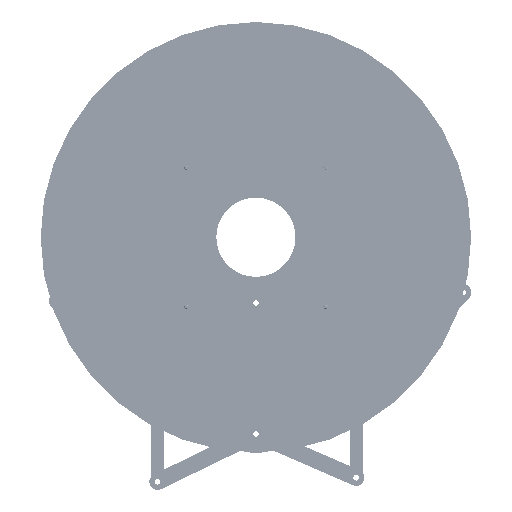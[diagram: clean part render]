
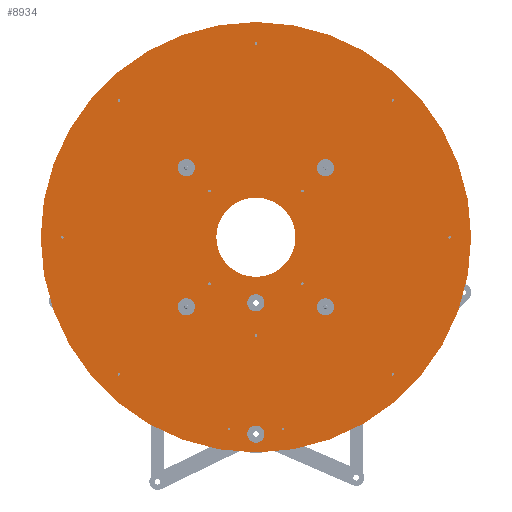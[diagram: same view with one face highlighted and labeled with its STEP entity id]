
A CAD part, front view. The second image highlights one B-rep face of the part: STEP entity #8934.
In plain terms, the highlighted planar face has unit normal (0, -1, 0).
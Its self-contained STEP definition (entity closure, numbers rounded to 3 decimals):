
#710=FACE_BOUND('',#2046,.T.);
#711=FACE_BOUND('',#2047,.T.);
#712=FACE_BOUND('',#2048,.T.);
#713=FACE_BOUND('',#2049,.T.);
#714=FACE_BOUND('',#2050,.T.);
#715=FACE_BOUND('',#2051,.T.);
#716=FACE_BOUND('',#2052,.T.);
#717=FACE_BOUND('',#2053,.T.);
#718=FACE_BOUND('',#2054,.T.);
#719=FACE_BOUND('',#2055,.T.);
#720=FACE_BOUND('',#2056,.T.);
#721=FACE_BOUND('',#2057,.T.);
#722=FACE_BOUND('',#2058,.T.);
#723=FACE_BOUND('',#2059,.T.);
#724=FACE_BOUND('',#2060,.T.);
#725=FACE_BOUND('',#2061,.T.);
#726=FACE_BOUND('',#2062,.T.);
#727=FACE_BOUND('',#2063,.T.);
#728=FACE_BOUND('',#2064,.T.);
#729=FACE_BOUND('',#2065,.T.);
#730=FACE_BOUND('',#2066,.T.);
#922=PLANE('',#10037);
#1363=FACE_OUTER_BOUND('',#2045,.T.);
#2045=EDGE_LOOP('',(#7591));
#2046=EDGE_LOOP('',(#7592));
#2047=EDGE_LOOP('',(#7593));
#2048=EDGE_LOOP('',(#7594));
#2049=EDGE_LOOP('',(#7595));
#2050=EDGE_LOOP('',(#7596));
#2051=EDGE_LOOP('',(#7597));
#2052=EDGE_LOOP('',(#7598));
#2053=EDGE_LOOP('',(#7599));
#2054=EDGE_LOOP('',(#7600));
#2055=EDGE_LOOP('',(#7601));
#2056=EDGE_LOOP('',(#7602));
#2057=EDGE_LOOP('',(#7603));
#2058=EDGE_LOOP('',(#7604));
#2059=EDGE_LOOP('',(#7605));
#2060=EDGE_LOOP('',(#7606));
#2061=EDGE_LOOP('',(#7607));
#2062=EDGE_LOOP('',(#7608));
#2063=EDGE_LOOP('',(#7609));
#2064=EDGE_LOOP('',(#7610));
#2065=EDGE_LOOP('',(#7611));
#2066=EDGE_LOOP('',(#7612));
#3616=CIRCLE('',#9971,10.);
#3618=CIRCLE('',#9974,10.);
#3620=CIRCLE('',#9977,10.);
#3622=CIRCLE('',#9980,10.);
#3624=CIRCLE('',#9983,10.);
#3626=CIRCLE('',#9986,10.);
#3628=CIRCLE('',#9989,1.588);
#3630=CIRCLE('',#9992,46.);
#3632=CIRCLE('',#9995,1.588);
#3634=CIRCLE('',#9998,1.588);
#3636=CIRCLE('',#10001,1.588);
#3638=CIRCLE('',#10004,1.588);
#3640=CIRCLE('',#10007,1.588);
#3642=CIRCLE('',#10010,1.588);
#3644=CIRCLE('',#10013,1.588);
#3646=CIRCLE('',#10016,1.588);
#3648=CIRCLE('',#10019,1.588);
#3650=CIRCLE('',#10022,1.588);
#3652=CIRCLE('',#10025,1.588);
#3654=CIRCLE('',#10028,1.588);
#3656=CIRCLE('',#10031,1.588);
#3658=CIRCLE('',#10034,250.);
#4355=VERTEX_POINT('',#24090);
#4357=VERTEX_POINT('',#24096);
#4359=VERTEX_POINT('',#24102);
#4361=VERTEX_POINT('',#24108);
#4363=VERTEX_POINT('',#24114);
#4365=VERTEX_POINT('',#24120);
#4367=VERTEX_POINT('',#24126);
#4369=VERTEX_POINT('',#24132);
#4371=VERTEX_POINT('',#24138);
#4373=VERTEX_POINT('',#24144);
#4375=VERTEX_POINT('',#24150);
#4377=VERTEX_POINT('',#24156);
#4379=VERTEX_POINT('',#24162);
#4381=VERTEX_POINT('',#24168);
#4383=VERTEX_POINT('',#24174);
#4385=VERTEX_POINT('',#24180);
#4387=VERTEX_POINT('',#24186);
#4389=VERTEX_POINT('',#24192);
#4391=VERTEX_POINT('',#24198);
#4393=VERTEX_POINT('',#24204);
#4395=VERTEX_POINT('',#24210);
#4397=VERTEX_POINT('',#24216);
#5445=EDGE_CURVE('',#4355,#4355,#3616,.T.);
#5448=EDGE_CURVE('',#4357,#4357,#3618,.T.);
#5451=EDGE_CURVE('',#4359,#4359,#3620,.T.);
#5454=EDGE_CURVE('',#4361,#4361,#3622,.T.);
#5457=EDGE_CURVE('',#4363,#4363,#3624,.T.);
#5460=EDGE_CURVE('',#4365,#4365,#3626,.T.);
#5463=EDGE_CURVE('',#4367,#4367,#3628,.T.);
#5466=EDGE_CURVE('',#4369,#4369,#3630,.T.);
#5469=EDGE_CURVE('',#4371,#4371,#3632,.T.);
#5472=EDGE_CURVE('',#4373,#4373,#3634,.T.);
#5475=EDGE_CURVE('',#4375,#4375,#3636,.T.);
#5478=EDGE_CURVE('',#4377,#4377,#3638,.T.);
#5481=EDGE_CURVE('',#4379,#4379,#3640,.T.);
#5484=EDGE_CURVE('',#4381,#4381,#3642,.T.);
#5487=EDGE_CURVE('',#4383,#4383,#3644,.T.);
#5490=EDGE_CURVE('',#4385,#4385,#3646,.T.);
#5493=EDGE_CURVE('',#4387,#4387,#3648,.T.);
#5496=EDGE_CURVE('',#4389,#4389,#3650,.T.);
#5499=EDGE_CURVE('',#4391,#4391,#3652,.T.);
#5502=EDGE_CURVE('',#4393,#4393,#3654,.T.);
#5505=EDGE_CURVE('',#4395,#4395,#3656,.T.);
#5508=EDGE_CURVE('',#4397,#4397,#3658,.T.);
#7591=ORIENTED_EDGE('',*,*,#5508,.T.);
#7592=ORIENTED_EDGE('',*,*,#5505,.T.);
#7593=ORIENTED_EDGE('',*,*,#5502,.T.);
#7594=ORIENTED_EDGE('',*,*,#5499,.T.);
#7595=ORIENTED_EDGE('',*,*,#5496,.T.);
#7596=ORIENTED_EDGE('',*,*,#5493,.T.);
#7597=ORIENTED_EDGE('',*,*,#5490,.T.);
#7598=ORIENTED_EDGE('',*,*,#5487,.T.);
#7599=ORIENTED_EDGE('',*,*,#5484,.T.);
#7600=ORIENTED_EDGE('',*,*,#5481,.T.);
#7601=ORIENTED_EDGE('',*,*,#5478,.T.);
#7602=ORIENTED_EDGE('',*,*,#5475,.T.);
#7603=ORIENTED_EDGE('',*,*,#5472,.T.);
#7604=ORIENTED_EDGE('',*,*,#5469,.T.);
#7605=ORIENTED_EDGE('',*,*,#5466,.T.);
#7606=ORIENTED_EDGE('',*,*,#5463,.T.);
#7607=ORIENTED_EDGE('',*,*,#5460,.T.);
#7608=ORIENTED_EDGE('',*,*,#5457,.T.);
#7609=ORIENTED_EDGE('',*,*,#5454,.T.);
#7610=ORIENTED_EDGE('',*,*,#5451,.T.);
#7611=ORIENTED_EDGE('',*,*,#5448,.T.);
#7612=ORIENTED_EDGE('',*,*,#5445,.T.);
#8934=ADVANCED_FACE('',(#1363,#710,#711,#712,#713,#714,#715,#716,#717,#718,
#719,#720,#721,#722,#723,#724,#725,#726,#727,#728,#729,#730),#922,.F.);
#9971=AXIS2_PLACEMENT_3D('',#24091,#11984,#11985);
#9974=AXIS2_PLACEMENT_3D('',#24097,#11991,#11992);
#9977=AXIS2_PLACEMENT_3D('',#24103,#11998,#11999);
#9980=AXIS2_PLACEMENT_3D('',#24109,#12005,#12006);
#9983=AXIS2_PLACEMENT_3D('',#24115,#12012,#12013);
#9986=AXIS2_PLACEMENT_3D('',#24121,#12019,#12020);
#9989=AXIS2_PLACEMENT_3D('',#24127,#12026,#12027);
#9992=AXIS2_PLACEMENT_3D('',#24133,#12033,#12034);
#9995=AXIS2_PLACEMENT_3D('',#24139,#12040,#12041);
#9998=AXIS2_PLACEMENT_3D('',#24145,#12047,#12048);
#10001=AXIS2_PLACEMENT_3D('',#24151,#12054,#12055);
#10004=AXIS2_PLACEMENT_3D('',#24157,#12061,#12062);
#10007=AXIS2_PLACEMENT_3D('',#24163,#12068,#12069);
#10010=AXIS2_PLACEMENT_3D('',#24169,#12075,#12076);
#10013=AXIS2_PLACEMENT_3D('',#24175,#12082,#12083);
#10016=AXIS2_PLACEMENT_3D('',#24181,#12089,#12090);
#10019=AXIS2_PLACEMENT_3D('',#24187,#12096,#12097);
#10022=AXIS2_PLACEMENT_3D('',#24193,#12103,#12104);
#10025=AXIS2_PLACEMENT_3D('',#24199,#12110,#12111);
#10028=AXIS2_PLACEMENT_3D('',#24205,#12117,#12118);
#10031=AXIS2_PLACEMENT_3D('',#24211,#12124,#12125);
#10034=AXIS2_PLACEMENT_3D('',#24217,#12131,#12132);
#10037=AXIS2_PLACEMENT_3D('',#24222,#12138,#12139);
#11984=DIRECTION('center_axis',(0.,1.,0.));
#11985=DIRECTION('ref_axis',(1.,0.,0.));
#11991=DIRECTION('center_axis',(0.,1.,0.));
#11992=DIRECTION('ref_axis',(1.,0.,0.));
#11998=DIRECTION('center_axis',(0.,1.,0.));
#11999=DIRECTION('ref_axis',(1.,0.,0.));
#12005=DIRECTION('center_axis',(0.,1.,0.));
#12006=DIRECTION('ref_axis',(1.,0.,0.));
#12012=DIRECTION('center_axis',(0.,1.,0.));
#12013=DIRECTION('ref_axis',(1.,0.,0.));
#12019=DIRECTION('center_axis',(0.,1.,0.));
#12020=DIRECTION('ref_axis',(1.,0.,0.));
#12026=DIRECTION('center_axis',(0.,1.,0.));
#12027=DIRECTION('ref_axis',(1.,0.,0.));
#12033=DIRECTION('center_axis',(0.,1.,0.));
#12034=DIRECTION('ref_axis',(1.,0.,0.));
#12040=DIRECTION('center_axis',(0.,1.,0.));
#12041=DIRECTION('ref_axis',(1.,0.,0.));
#12047=DIRECTION('center_axis',(0.,1.,0.));
#12048=DIRECTION('ref_axis',(1.,0.,0.));
#12054=DIRECTION('center_axis',(0.,1.,0.));
#12055=DIRECTION('ref_axis',(1.,0.,0.));
#12061=DIRECTION('center_axis',(0.,1.,0.));
#12062=DIRECTION('ref_axis',(1.,0.,0.));
#12068=DIRECTION('center_axis',(0.,1.,0.));
#12069=DIRECTION('ref_axis',(1.,0.,0.));
#12075=DIRECTION('center_axis',(0.,1.,0.));
#12076=DIRECTION('ref_axis',(1.,0.,0.));
#12082=DIRECTION('center_axis',(0.,1.,0.));
#12083=DIRECTION('ref_axis',(1.,0.,0.));
#12089=DIRECTION('center_axis',(0.,1.,0.));
#12090=DIRECTION('ref_axis',(1.,0.,0.));
#12096=DIRECTION('center_axis',(0.,1.,0.));
#12097=DIRECTION('ref_axis',(1.,0.,0.));
#12103=DIRECTION('center_axis',(0.,1.,0.));
#12104=DIRECTION('ref_axis',(1.,0.,0.));
#12110=DIRECTION('center_axis',(0.,1.,0.));
#12111=DIRECTION('ref_axis',(1.,0.,0.));
#12117=DIRECTION('center_axis',(0.,1.,0.));
#12118=DIRECTION('ref_axis',(1.,0.,0.));
#12124=DIRECTION('center_axis',(0.,1.,0.));
#12125=DIRECTION('ref_axis',(1.,0.,0.));
#12131=DIRECTION('center_axis',(0.,-1.,0.));
#12132=DIRECTION('ref_axis',(1.,0.,0.));
#12138=DIRECTION('center_axis',(0.,1.,0.));
#12139=DIRECTION('ref_axis',(1.,0.,0.));
#24090=CARTESIAN_POINT('',(-90.822,-6.35,-80.822));
#24091=CARTESIAN_POINT('Origin',(-80.822,-6.35,-80.822));
#24096=CARTESIAN_POINT('',(-10.,-6.35,-228.6));
#24097=CARTESIAN_POINT('Origin',(0.,-6.35,-228.6));
#24102=CARTESIAN_POINT('',(70.822,-6.35,80.822));
#24103=CARTESIAN_POINT('Origin',(80.822,-6.35,80.822));
#24108=CARTESIAN_POINT('',(70.822,-6.35,-80.822));
#24109=CARTESIAN_POINT('Origin',(80.822,-6.35,-80.822));
#24114=CARTESIAN_POINT('',(-10.,-6.35,-76.2));
#24115=CARTESIAN_POINT('Origin',(0.,-6.35,-76.2));
#24120=CARTESIAN_POINT('',(-90.822,-6.35,80.822));
#24121=CARTESIAN_POINT('Origin',(-80.822,-6.35,80.822));
#24126=CARTESIAN_POINT('',(-226.588,-6.35,0.));
#24127=CARTESIAN_POINT('Origin',(-225.,-6.35,0.));
#24132=CARTESIAN_POINT('',(-46.,-6.35,0.));
#24133=CARTESIAN_POINT('Origin',(0.,-6.35,0.));
#24138=CARTESIAN_POINT('',(-160.687,-6.35,159.099));
#24139=CARTESIAN_POINT('Origin',(-159.099,-6.35,159.099));
#24144=CARTESIAN_POINT('',(52.294,-6.35,-53.882));
#24145=CARTESIAN_POINT('Origin',(53.882,-6.35,-53.882));
#24150=CARTESIAN_POINT('',(223.413,-6.35,0.));
#24151=CARTESIAN_POINT('Origin',(225.,-6.35,0.));
#24156=CARTESIAN_POINT('',(29.726,-6.35,-222.81));
#24157=CARTESIAN_POINT('Origin',(31.314,-6.35,-222.81));
#24162=CARTESIAN_POINT('',(-1.588,-6.35,225.));
#24163=CARTESIAN_POINT('Origin',(0.,-6.35,225.));
#24168=CARTESIAN_POINT('',(157.512,-6.35,-159.099));
#24169=CARTESIAN_POINT('Origin',(159.099,-6.35,-159.099));
#24174=CARTESIAN_POINT('',(-160.687,-6.35,-159.099));
#24175=CARTESIAN_POINT('Origin',(-159.099,-6.35,-159.099));
#24180=CARTESIAN_POINT('',(-32.901,-6.35,-222.81));
#24181=CARTESIAN_POINT('Origin',(-31.314,-6.35,-222.81));
#24186=CARTESIAN_POINT('',(-55.469,-6.35,53.882));
#24187=CARTESIAN_POINT('Origin',(-53.882,-6.35,53.882));
#24192=CARTESIAN_POINT('',(-55.469,-6.35,-53.882));
#24193=CARTESIAN_POINT('Origin',(-53.882,-6.35,-53.882));
#24198=CARTESIAN_POINT('',(52.294,-6.35,53.882));
#24199=CARTESIAN_POINT('Origin',(53.882,-6.35,53.882));
#24204=CARTESIAN_POINT('',(-1.588,-6.35,-114.3));
#24205=CARTESIAN_POINT('Origin',(0.,-6.35,-114.3));
#24210=CARTESIAN_POINT('',(157.512,-6.35,159.099));
#24211=CARTESIAN_POINT('Origin',(159.099,-6.35,159.099));
#24216=CARTESIAN_POINT('',(-250.,-6.35,0.));
#24217=CARTESIAN_POINT('Origin',(0.,-6.35,0.));
#24222=CARTESIAN_POINT('Origin',(0.,-6.35,0.));
